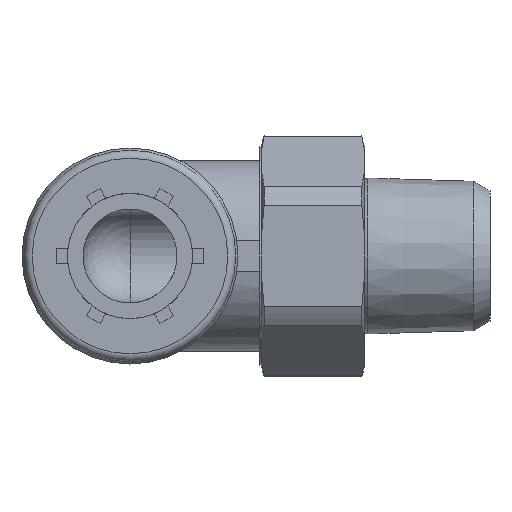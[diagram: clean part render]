
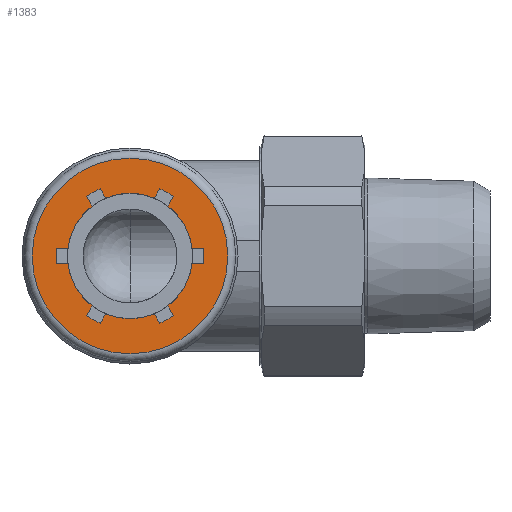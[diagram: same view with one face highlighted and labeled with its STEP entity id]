
A CAD part, left-side view. The second image highlights one B-rep face of the part: STEP entity #1383.
In plain terms, the highlighted planar face has unit normal (-1, 0, 0).
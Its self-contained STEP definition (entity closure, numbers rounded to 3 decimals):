
#71=PLANE('',#1495);
#114=LINE('',#2160,#202);
#115=LINE('',#2164,#203);
#116=LINE('',#2168,#204);
#117=LINE('',#2172,#205);
#118=LINE('',#2176,#206);
#119=LINE('',#2180,#207);
#120=LINE('',#2184,#208);
#121=LINE('',#2188,#209);
#122=LINE('',#2192,#210);
#123=LINE('',#2196,#211);
#124=LINE('',#2200,#212);
#125=LINE('',#2204,#213);
#202=VECTOR('',#1712,1000.);
#203=VECTOR('',#1715,1000.);
#204=VECTOR('',#1718,1000.);
#205=VECTOR('',#1721,1000.);
#206=VECTOR('',#1724,1000.);
#207=VECTOR('',#1727,1000.);
#208=VECTOR('',#1730,1000.);
#209=VECTOR('',#1733,1000.);
#210=VECTOR('',#1736,1000.);
#211=VECTOR('',#1739,1000.);
#212=VECTOR('',#1742,1000.);
#213=VECTOR('',#1745,1000.);
#308=ORIENTED_EDGE('',*,*,#724,.T.);
#309=ORIENTED_EDGE('',*,*,#725,.T.);
#310=ORIENTED_EDGE('',*,*,#726,.F.);
#311=ORIENTED_EDGE('',*,*,#727,.T.);
#312=ORIENTED_EDGE('',*,*,#728,.T.);
#313=ORIENTED_EDGE('',*,*,#729,.T.);
#314=ORIENTED_EDGE('',*,*,#730,.F.);
#315=ORIENTED_EDGE('',*,*,#731,.T.);
#316=ORIENTED_EDGE('',*,*,#732,.T.);
#317=ORIENTED_EDGE('',*,*,#733,.T.);
#318=ORIENTED_EDGE('',*,*,#734,.F.);
#319=ORIENTED_EDGE('',*,*,#735,.T.);
#320=ORIENTED_EDGE('',*,*,#736,.T.);
#321=ORIENTED_EDGE('',*,*,#737,.T.);
#322=ORIENTED_EDGE('',*,*,#738,.F.);
#323=ORIENTED_EDGE('',*,*,#739,.T.);
#324=ORIENTED_EDGE('',*,*,#740,.T.);
#325=ORIENTED_EDGE('',*,*,#741,.T.);
#326=ORIENTED_EDGE('',*,*,#742,.F.);
#327=ORIENTED_EDGE('',*,*,#743,.T.);
#328=ORIENTED_EDGE('',*,*,#744,.T.);
#329=ORIENTED_EDGE('',*,*,#745,.T.);
#330=ORIENTED_EDGE('',*,*,#746,.F.);
#331=ORIENTED_EDGE('',*,*,#747,.T.);
#332=ORIENTED_EDGE('',*,*,#748,.T.);
#724=EDGE_CURVE('',#932,#933,#1055,.T.);
#725=EDGE_CURVE('',#933,#934,#114,.T.);
#726=EDGE_CURVE('',#935,#934,#1056,.T.);
#727=EDGE_CURVE('',#935,#936,#115,.T.);
#728=EDGE_CURVE('',#936,#937,#1057,.T.);
#729=EDGE_CURVE('',#937,#938,#116,.T.);
#730=EDGE_CURVE('',#939,#938,#1058,.T.);
#731=EDGE_CURVE('',#939,#940,#117,.T.);
#732=EDGE_CURVE('',#940,#941,#1059,.T.);
#733=EDGE_CURVE('',#941,#942,#118,.T.);
#734=EDGE_CURVE('',#943,#942,#1060,.T.);
#735=EDGE_CURVE('',#943,#944,#119,.T.);
#736=EDGE_CURVE('',#944,#945,#1061,.T.);
#737=EDGE_CURVE('',#945,#946,#120,.T.);
#738=EDGE_CURVE('',#947,#946,#1062,.T.);
#739=EDGE_CURVE('',#947,#948,#121,.T.);
#740=EDGE_CURVE('',#948,#949,#1063,.T.);
#741=EDGE_CURVE('',#949,#950,#122,.T.);
#742=EDGE_CURVE('',#951,#950,#1064,.T.);
#743=EDGE_CURVE('',#951,#952,#123,.T.);
#744=EDGE_CURVE('',#952,#953,#1065,.T.);
#745=EDGE_CURVE('',#953,#954,#124,.T.);
#746=EDGE_CURVE('',#955,#954,#1066,.T.);
#747=EDGE_CURVE('',#955,#932,#125,.T.);
#748=EDGE_CURVE('',#956,#956,#1067,.T.);
#932=VERTEX_POINT('',#2158);
#933=VERTEX_POINT('',#2159);
#934=VERTEX_POINT('',#2161);
#935=VERTEX_POINT('',#2163);
#936=VERTEX_POINT('',#2165);
#937=VERTEX_POINT('',#2167);
#938=VERTEX_POINT('',#2169);
#939=VERTEX_POINT('',#2171);
#940=VERTEX_POINT('',#2173);
#941=VERTEX_POINT('',#2175);
#942=VERTEX_POINT('',#2177);
#943=VERTEX_POINT('',#2179);
#944=VERTEX_POINT('',#2181);
#945=VERTEX_POINT('',#2183);
#946=VERTEX_POINT('',#2185);
#947=VERTEX_POINT('',#2187);
#948=VERTEX_POINT('',#2189);
#949=VERTEX_POINT('',#2191);
#950=VERTEX_POINT('',#2193);
#951=VERTEX_POINT('',#2195);
#952=VERTEX_POINT('',#2197);
#953=VERTEX_POINT('',#2199);
#954=VERTEX_POINT('',#2201);
#955=VERTEX_POINT('',#2203);
#956=VERTEX_POINT('',#2206);
#1055=CIRCLE('',#1496,4.7);
#1056=CIRCLE('',#1497,4.);
#1057=CIRCLE('',#1498,4.7);
#1058=CIRCLE('',#1499,4.);
#1059=CIRCLE('',#1500,4.7);
#1060=CIRCLE('',#1501,4.);
#1061=CIRCLE('',#1502,4.7);
#1062=CIRCLE('',#1503,4.);
#1063=CIRCLE('',#1504,4.7);
#1064=CIRCLE('',#1505,4.);
#1065=CIRCLE('',#1506,4.7);
#1066=CIRCLE('',#1507,4.);
#1067=CIRCLE('',#1508,6.25);
#1139=EDGE_LOOP('',(#308,#309,#310,#311,#312,#313,#314,#315,#316,#317,#318,
#319,#320,#321,#322,#323,#324,#325,#326,#327,#328,#329,#330,#331));
#1140=EDGE_LOOP('',(#332));
#1247=FACE_BOUND('',#1139,.T.);
#1248=FACE_BOUND('',#1140,.T.);
#1383=ADVANCED_FACE('',(#1247,#1248),#71,.F.);
#1495=AXIS2_PLACEMENT_3D('',#2156,#1708,#1709);
#1496=AXIS2_PLACEMENT_3D('',#2157,#1710,#1711);
#1497=AXIS2_PLACEMENT_3D('',#2162,#1713,#1714);
#1498=AXIS2_PLACEMENT_3D('',#2166,#1716,#1717);
#1499=AXIS2_PLACEMENT_3D('',#2170,#1719,#1720);
#1500=AXIS2_PLACEMENT_3D('',#2174,#1722,#1723);
#1501=AXIS2_PLACEMENT_3D('',#2178,#1725,#1726);
#1502=AXIS2_PLACEMENT_3D('',#2182,#1728,#1729);
#1503=AXIS2_PLACEMENT_3D('',#2186,#1731,#1732);
#1504=AXIS2_PLACEMENT_3D('',#2190,#1734,#1735);
#1505=AXIS2_PLACEMENT_3D('',#2194,#1737,#1738);
#1506=AXIS2_PLACEMENT_3D('',#2198,#1740,#1741);
#1507=AXIS2_PLACEMENT_3D('',#2202,#1743,#1744);
#1508=AXIS2_PLACEMENT_3D('',#2205,#1746,#1747);
#1708=DIRECTION('',(1.,0.,0.));
#1709=DIRECTION('',(0.,0.,-1.));
#1710=DIRECTION('',(1.,0.,0.));
#1711=DIRECTION('',(0.,0.,-1.));
#1712=DIRECTION('',(0.,1.,0.));
#1713=DIRECTION('',(-1.,0.,0.));
#1714=DIRECTION('',(0.,0.,1.));
#1715=DIRECTION('',(0.,-0.5,-0.866));
#1716=DIRECTION('',(1.,0.,0.));
#1717=DIRECTION('',(0.,0.,-1.));
#1718=DIRECTION('',(0.,0.5,0.866));
#1719=DIRECTION('',(-1.,0.,0.));
#1720=DIRECTION('',(0.,0.,1.));
#1721=DIRECTION('',(0.,0.5,-0.866));
#1722=DIRECTION('',(1.,0.,0.));
#1723=DIRECTION('',(0.,0.,-1.));
#1724=DIRECTION('',(0.,-0.5,0.866));
#1725=DIRECTION('',(-1.,0.,0.));
#1726=DIRECTION('',(0.,0.,1.));
#1727=DIRECTION('',(0.,1.,0.));
#1728=DIRECTION('',(1.,0.,0.));
#1729=DIRECTION('',(0.,0.,-1.));
#1730=DIRECTION('',(0.,-1.,0.));
#1731=DIRECTION('',(-1.,0.,0.));
#1732=DIRECTION('',(0.,0.,1.));
#1733=DIRECTION('',(0.,0.5,0.866));
#1734=DIRECTION('',(1.,0.,0.));
#1735=DIRECTION('',(0.,0.,-1.));
#1736=DIRECTION('',(0.,-0.5,-0.866));
#1737=DIRECTION('',(-1.,0.,0.));
#1738=DIRECTION('',(0.,0.,1.));
#1739=DIRECTION('',(0.,-0.5,0.866));
#1740=DIRECTION('',(1.,0.,0.));
#1741=DIRECTION('',(0.,0.,-1.));
#1742=DIRECTION('',(0.,0.5,-0.866));
#1743=DIRECTION('',(-1.,0.,0.));
#1744=DIRECTION('',(0.,0.,1.));
#1745=DIRECTION('',(0.,-1.,0.));
#1746=DIRECTION('',(-1.,0.,0.));
#1747=DIRECTION('',(0.,0.,1.));
#2156=CARTESIAN_POINT('',(-26.4,-6.25,0.));
#2157=CARTESIAN_POINT('',(-26.4,0.,0.));
#2158=CARTESIAN_POINT('',(-26.4,-4.673,0.5));
#2159=CARTESIAN_POINT('',(-26.4,-4.673,-0.5));
#2160=CARTESIAN_POINT('',(-26.4,-4.673,-0.5));
#2161=CARTESIAN_POINT('',(-26.4,-3.969,-0.5));
#2162=CARTESIAN_POINT('',(-26.4,0.,0.));
#2163=CARTESIAN_POINT('',(-26.4,-2.417,-3.187));
#2164=CARTESIAN_POINT('',(-26.4,-2.417,-3.187));
#2165=CARTESIAN_POINT('',(-26.4,-2.77,-3.797));
#2166=CARTESIAN_POINT('',(-26.4,0.,0.));
#2167=CARTESIAN_POINT('',(-26.4,-1.904,-4.297));
#2168=CARTESIAN_POINT('',(-26.4,-1.904,-4.297));
#2169=CARTESIAN_POINT('',(-26.4,-1.551,-3.687));
#2170=CARTESIAN_POINT('',(-26.4,0.,0.));
#2171=CARTESIAN_POINT('',(-26.4,1.551,-3.687));
#2172=CARTESIAN_POINT('',(-26.4,1.551,-3.687));
#2173=CARTESIAN_POINT('',(-26.4,1.904,-4.297));
#2174=CARTESIAN_POINT('',(-26.4,0.,0.));
#2175=CARTESIAN_POINT('',(-26.4,2.77,-3.797));
#2176=CARTESIAN_POINT('',(-26.4,2.77,-3.797));
#2177=CARTESIAN_POINT('',(-26.4,2.417,-3.187));
#2178=CARTESIAN_POINT('',(-26.4,0.,0.));
#2179=CARTESIAN_POINT('',(-26.4,3.969,-0.5));
#2180=CARTESIAN_POINT('',(-26.4,3.969,-0.5));
#2181=CARTESIAN_POINT('',(-26.4,4.673,-0.5));
#2182=CARTESIAN_POINT('',(-26.4,0.,0.));
#2183=CARTESIAN_POINT('',(-26.4,4.673,0.5));
#2184=CARTESIAN_POINT('',(-26.4,4.673,0.5));
#2185=CARTESIAN_POINT('',(-26.4,3.969,0.5));
#2186=CARTESIAN_POINT('',(-26.4,0.,0.));
#2187=CARTESIAN_POINT('',(-26.4,2.417,3.187));
#2188=CARTESIAN_POINT('',(-26.4,2.417,3.187));
#2189=CARTESIAN_POINT('',(-26.4,2.77,3.797));
#2190=CARTESIAN_POINT('',(-26.4,0.,0.));
#2191=CARTESIAN_POINT('',(-26.4,1.904,4.297));
#2192=CARTESIAN_POINT('',(-26.4,1.904,4.297));
#2193=CARTESIAN_POINT('',(-26.4,1.551,3.687));
#2194=CARTESIAN_POINT('',(-26.4,0.,0.));
#2195=CARTESIAN_POINT('',(-26.4,-1.551,3.687));
#2196=CARTESIAN_POINT('',(-26.4,-1.551,3.687));
#2197=CARTESIAN_POINT('',(-26.4,-1.904,4.297));
#2198=CARTESIAN_POINT('',(-26.4,0.,0.));
#2199=CARTESIAN_POINT('',(-26.4,-2.77,3.797));
#2200=CARTESIAN_POINT('',(-26.4,-2.77,3.797));
#2201=CARTESIAN_POINT('',(-26.4,-2.417,3.187));
#2202=CARTESIAN_POINT('',(-26.4,0.,0.));
#2203=CARTESIAN_POINT('',(-26.4,-3.969,0.5));
#2204=CARTESIAN_POINT('',(-26.4,-3.969,0.5));
#2205=CARTESIAN_POINT('',(-26.4,0.,0.));
#2206=CARTESIAN_POINT('',(-26.4,0.,6.25));
